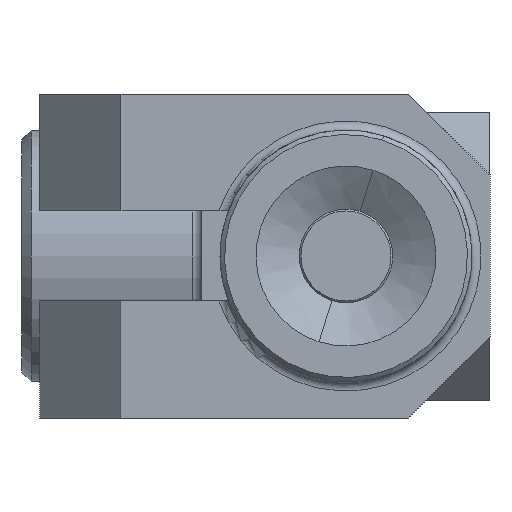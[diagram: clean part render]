
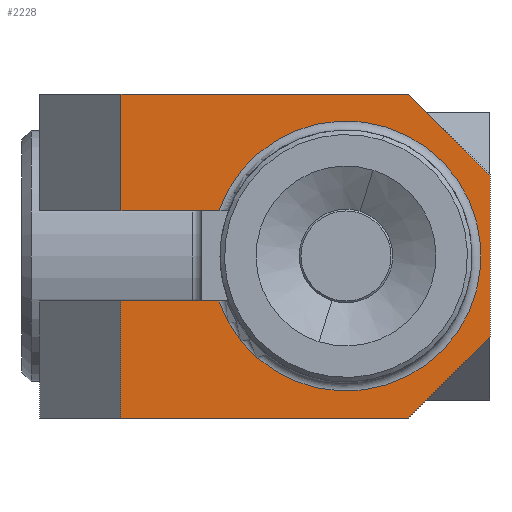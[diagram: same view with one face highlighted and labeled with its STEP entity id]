
A CAD part, front view. The second image highlights one B-rep face of the part: STEP entity #2228.
In plain terms, the highlighted planar face has unit normal (0, -1, 0).
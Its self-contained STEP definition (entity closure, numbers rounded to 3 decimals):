
#19 = EDGE_CURVE ( 'NONE', #1804, #2239, #22, .T. ) ;
#22 = LINE ( 'NONE', #2313, #1282 ) ;
#81 = DIRECTION ( 'NONE',  ( 0., 1., 0. ) ) ;
#96 = CARTESIAN_POINT ( 'NONE',  ( -20.672, -11.644, -9. ) ) ;
#259 = LINE ( 'NONE', #2339, #2504 ) ;
#260 = AXIS2_PLACEMENT_3D ( 'NONE', #627, #81, #2392 ) ;
#314 = CARTESIAN_POINT ( 'NONE',  ( -12.672, -11.644, -4.5 ) ) ;
#358 = CARTESIAN_POINT ( 'NONE',  ( -17.172, -11.644, -18. ) ) ;
#385 = CARTESIAN_POINT ( 'NONE',  ( -12.672, -11.644, -18. ) ) ;
#430 = EDGE_CURVE ( 'NONE', #2027, #1804, #1645, .T. ) ;
#622 = ORIENTED_EDGE ( 'NONE', *, *, #2605, .T. ) ;
#627 = CARTESIAN_POINT ( 'NONE',  ( -12.672, -11.644, -18. ) ) ;
#650 = ORIENTED_EDGE ( 'NONE', *, *, #1371, .F. ) ;
#675 = CARTESIAN_POINT ( 'NONE',  ( -33.172, -11.644, -18. ) ) ;
#680 = EDGE_CURVE ( 'NONE', #2086, #1538, #2621, .T. ) ;
#942 = CARTESIAN_POINT ( 'NONE',  ( -12.672, -11.644, -6.5 ) ) ;
#968 = CARTESIAN_POINT ( 'NONE',  ( -33.172, -11.644, 0. ) ) ;
#969 = AXIS2_PLACEMENT_3D ( 'NONE', #96, #1945, #2190 ) ;
#980 = VERTEX_POINT ( 'NONE', #675 ) ;
#1006 = DIRECTION ( 'NONE',  ( -1., 0., 0. ) ) ;
#1021 = CARTESIAN_POINT ( 'NONE',  ( -12.672, -11.644, -11.5 ) ) ;
#1031 = CARTESIAN_POINT ( 'NONE',  ( -12.672, -11.644, 0. ) ) ;
#1047 = DIRECTION ( 'NONE',  ( -1., 0., 0. ) ) ;
#1127 = ORIENTED_EDGE ( 'NONE', *, *, #430, .T. ) ;
#1131 = EDGE_CURVE ( 'NONE', #2485, #2305, #259, .T. ) ;
#1174 = EDGE_LOOP ( 'NONE', ( #1127, #1967, #2430, #2658, #622, #1854, #650, #2409, #2672, #1816 ) ) ;
#1282 = VECTOR ( 'NONE', #2201, 1000. ) ;
#1294 = CARTESIAN_POINT ( 'NONE',  ( -17.172, -11.644, 0. ) ) ;
#1371 = EDGE_CURVE ( 'NONE', #2464, #980, #2706, .T. ) ;
#1445 = CARTESIAN_POINT ( 'NONE',  ( -27.743, -11.644, -11.5 ) ) ;
#1485 = FACE_OUTER_BOUND ( 'NONE', #1174, .T. ) ;
#1508 = LINE ( 'NONE', #1021, #1907 ) ;
#1520 = LINE ( 'NONE', #1973, #2169 ) ;
#1538 = VERTEX_POINT ( 'NONE', #1445 ) ;
#1645 = LINE ( 'NONE', #1031, #2548 ) ;
#1688 = EDGE_CURVE ( 'NONE', #2239, #2086, #1824, .T. ) ;
#1747 = CARTESIAN_POINT ( 'NONE',  ( -17.172, -11.644, -18. ) ) ;
#1759 = DIRECTION ( 'NONE',  ( 0., 0., -1. ) ) ;
#1774 = LINE ( 'NONE', #1747, #2393 ) ;
#1790 = DIRECTION ( 'NONE',  ( -1., 0., 0. ) ) ;
#1791 = CARTESIAN_POINT ( 'NONE',  ( -33.172, -11.644, -11.5 ) ) ;
#1803 = VERTEX_POINT ( 'NONE', #1791 ) ;
#1804 = VERTEX_POINT ( 'NONE', #968 ) ;
#1816 = ORIENTED_EDGE ( 'NONE', *, *, #2515, .T. ) ;
#1824 = LINE ( 'NONE', #942, #2613 ) ;
#1854 = ORIENTED_EDGE ( 'NONE', *, *, #2696, .T. ) ;
#1907 = VECTOR ( 'NONE', #1047, 1000. ) ;
#1945 = DIRECTION ( 'NONE',  ( 0., 1., 0. ) ) ;
#1967 = ORIENTED_EDGE ( 'NONE', *, *, #19, .T. ) ;
#1973 = CARTESIAN_POINT ( 'NONE',  ( -33.172, -11.644, -18. ) ) ;
#2001 = DIRECTION ( 'NONE',  ( 1., 0., 0. ) ) ;
#2027 = VERTEX_POINT ( 'NONE', #1294 ) ;
#2086 = VERTEX_POINT ( 'NONE', #2615 ) ;
#2165 = CARTESIAN_POINT ( 'NONE',  ( -12.672, -11.644, -4.5 ) ) ;
#2169 = VECTOR ( 'NONE', #1759, 1000. ) ;
#2181 = CARTESIAN_POINT ( 'NONE',  ( -33.172, -11.644, -6.5 ) ) ;
#2190 = DIRECTION ( 'NONE',  ( -1., 0., 0. ) ) ;
#2195 = DIRECTION ( 'NONE',  ( 0.707, 0., 0.707 ) ) ;
#2201 = DIRECTION ( 'NONE',  ( 0., 0., -1. ) ) ;
#2210 = PLANE ( 'NONE',  #260 ) ;
#2228 = ADVANCED_FACE ( 'NONE', ( #1485 ), #2210, .F. ) ;
#2239 = VERTEX_POINT ( 'NONE', #2181 ) ;
#2251 = LINE ( 'NONE', #2165, #2425 ) ;
#2305 = VERTEX_POINT ( 'NONE', #314 ) ;
#2313 = CARTESIAN_POINT ( 'NONE',  ( -33.172, -11.644, -18. ) ) ;
#2339 = CARTESIAN_POINT ( 'NONE',  ( -12.672, -11.644, -18. ) ) ;
#2351 = DIRECTION ( 'NONE',  ( -0.707, 0., 0.707 ) ) ;
#2387 = EDGE_CURVE ( 'NONE', #2464, #2485, #1774, .T. ) ;
#2392 = DIRECTION ( 'NONE',  ( -1., 0., 0. ) ) ;
#2393 = VECTOR ( 'NONE', #2195, 1000. ) ;
#2409 = ORIENTED_EDGE ( 'NONE', *, *, #2387, .T. ) ;
#2425 = VECTOR ( 'NONE', #2351, 1000. ) ;
#2430 = ORIENTED_EDGE ( 'NONE', *, *, #1688, .T. ) ;
#2464 = VERTEX_POINT ( 'NONE', #358 ) ;
#2485 = VERTEX_POINT ( 'NONE', #2685 ) ;
#2504 = VECTOR ( 'NONE', #2714, 1000. ) ;
#2515 = EDGE_CURVE ( 'NONE', #2305, #2027, #2251, .T. ) ;
#2548 = VECTOR ( 'NONE', #1006, 1000. ) ;
#2605 = EDGE_CURVE ( 'NONE', #1538, #1803, #1508, .T. ) ;
#2613 = VECTOR ( 'NONE', #2001, 1000. ) ;
#2615 = CARTESIAN_POINT ( 'NONE',  ( -27.743, -11.644, -6.5 ) ) ;
#2621 = CIRCLE ( 'NONE', #969, 7.5 ) ;
#2658 = ORIENTED_EDGE ( 'NONE', *, *, #680, .T. ) ;
#2672 = ORIENTED_EDGE ( 'NONE', *, *, #1131, .T. ) ;
#2685 = CARTESIAN_POINT ( 'NONE',  ( -12.672, -11.644, -13.5 ) ) ;
#2696 = EDGE_CURVE ( 'NONE', #1803, #980, #1520, .T. ) ;
#2706 = LINE ( 'NONE', #385, #2721 ) ;
#2714 = DIRECTION ( 'NONE',  ( 0., 0., 1. ) ) ;
#2721 = VECTOR ( 'NONE', #1790, 1000. ) ;
